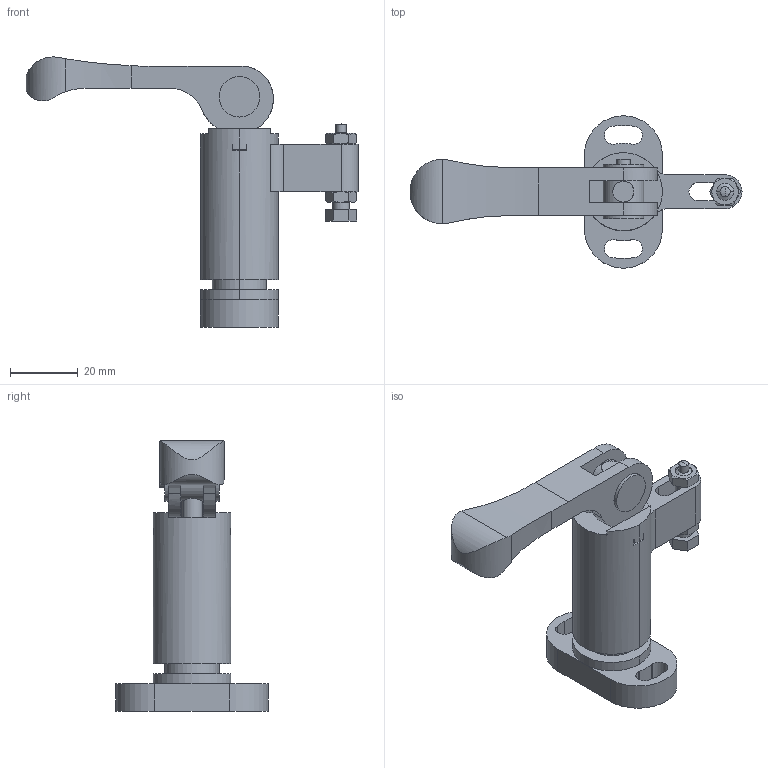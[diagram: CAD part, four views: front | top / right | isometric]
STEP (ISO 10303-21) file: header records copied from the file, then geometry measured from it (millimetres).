
FILE_DESCRIPTION (( 'STEP AP203' ), '1' );
FILE_NAME ('qlswc150vr-np.STEP', '2021-10-21T08:37:27', ( '' ), ( '' ), 'SwSTEP 2.0', 'SolidWorks 2020', '' );
FILE_SCHEMA (( 'CONFIG_CONTROL_DESIGN' ));
Length unit declared in the file: millimetre
Products named in the file (8): qlswc150vr-np_01; qlswc150vr-np_07; qlswc150vr-np_03; qlswc150vr-np_06; qlswc150vr-np_04; qlswc150vr-np_05; qlswc150vr-np; qlswc150vr-np_02
Assembly tree (7 placements, depth 2):
  qlswc150vr-np
    qlswc150vr-np_01
    qlswc150vr-np_02
    qlswc150vr-np_03
    qlswc150vr-np_04
    qlswc150vr-np_05
    qlswc150vr-np_06
    qlswc150vr-np_07
Bounding box: 98 x 45 x 79.72 mm (x, y, z)
Volume: 39695.3 mm3; surface area: 19573.1 mm2
Topology: 7 solids, 7 shells, 165 faces, 426 edges, 281 vertices
Faces by surface type: plane 81, cylinder 68, cone 10, bspline 4, sphere 2
Entity records: 6526 total; most frequent: CARTESIAN_POINT 1577, DIRECTION 870, ORIENTED_EDGE 852, EDGE_CURVE 426, AXIS2_PLACEMENT_3D 330, VERTEX_POINT 281, VECTOR 210, LINE 210
